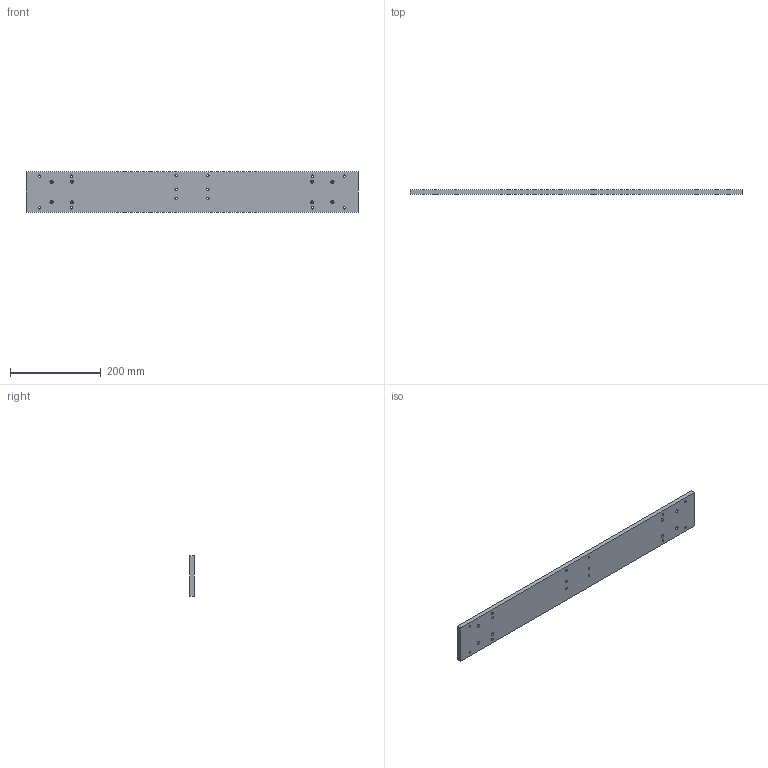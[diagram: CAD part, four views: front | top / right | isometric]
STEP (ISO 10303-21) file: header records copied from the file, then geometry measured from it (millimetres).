
FILE_DESCRIPTION (( 'STEP AP203' ), '1' );
FILE_NAME ('菁釱珨极宒.STEP', '2025-10-20T08:58:44', ( '' ), ( '' ), 'SwSTEP 2.0', 'SolidWorks 2025', '' );
FILE_SCHEMA (( 'CONFIG_CONTROL_DESIGN' ));
Length unit declared in the file: millimetre
Products named in the file (1): 底座一体式
Bounding box: 730 x 10 x 90 mm (x, y, z)
Volume: 652429 mm3; surface area: 150592.9 mm2
Topology: 1 solids, 1 shells, 74 faces, 192 edges, 128 vertices
Faces by surface type: cylinder 60, plane 14
Entity records: 2501 total; most frequent: DIRECTION 462, CARTESIAN_POINT 395, ORIENTED_EDGE 384, AXIS2_PLACEMENT_3D 195, EDGE_CURVE 192, VERTEX_POINT 128, EDGE_LOOP 126, CIRCLE 120
